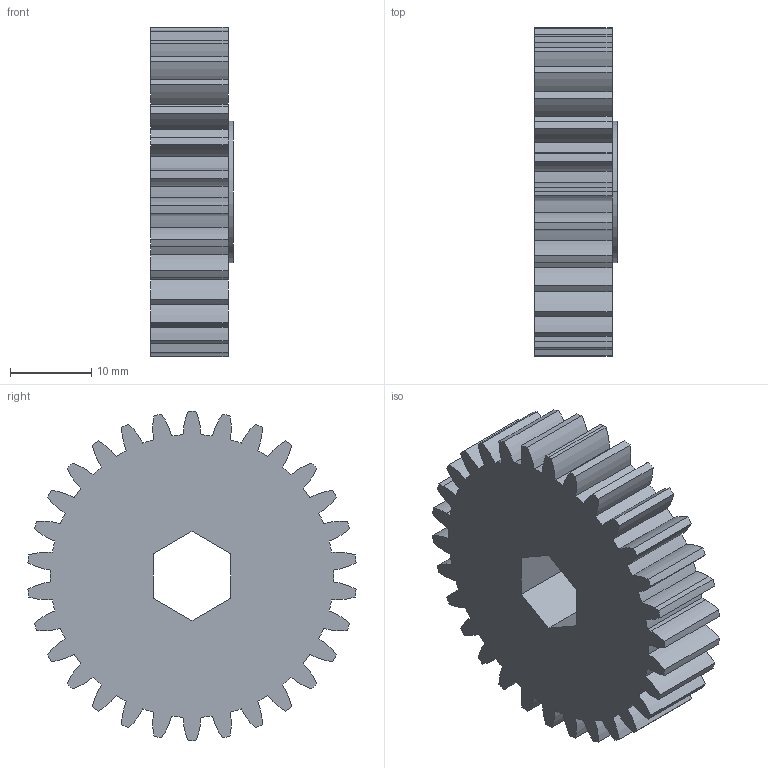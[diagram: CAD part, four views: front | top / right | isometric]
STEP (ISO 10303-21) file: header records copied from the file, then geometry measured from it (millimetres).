
FILE_DESCRIPTION (( 'STEP AP214' ), '1' );
FILE_NAME ('00017.step', '2011-12-27T05:42:26', ( 'RC' ), ( '' ), 'SwSTEP 2.0', 'SolidWorks 2011', '' );
FILE_SCHEMA (( 'AUTOMOTIVE_DESIGN' ));
Length unit declared in the file: inch
Products named in the file (1): 00017
Bounding box: 10.16 x 40.51 x 40.64 mm (x, y, z)
Volume: 9942.1 mm3; surface area: 4811.8 mm2
Topology: 1 solids, 1 shells, 136 faces, 399 edges, 266 vertices
Faces by surface type: cylinder 127, plane 9
Entity records: 4721 total; most frequent: DIRECTION 927, CARTESIAN_POINT 802, ORIENTED_EDGE 798, EDGE_CURVE 399, AXIS2_PLACEMENT_3D 391, VERTEX_POINT 266, CIRCLE 254, VECTOR 145
